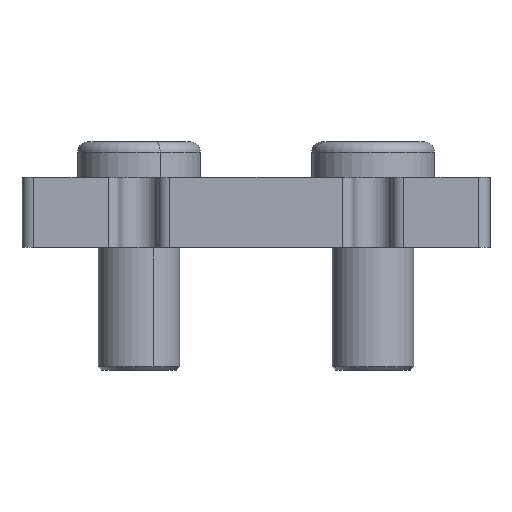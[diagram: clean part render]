
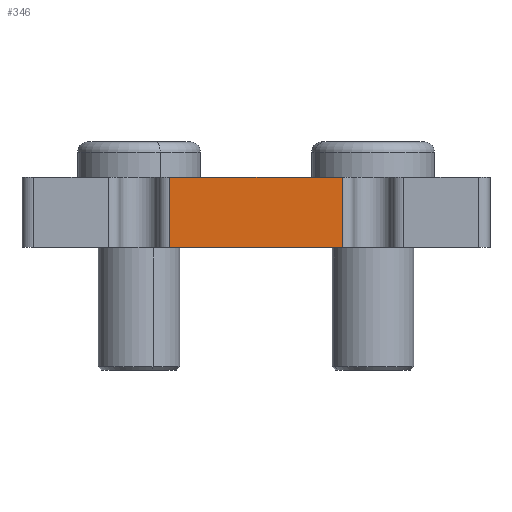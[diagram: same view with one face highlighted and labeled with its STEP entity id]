
A CAD part, front view. The second image highlights one B-rep face of the part: STEP entity #346.
In plain terms, the highlighted planar face has unit normal (0, -1, 0).
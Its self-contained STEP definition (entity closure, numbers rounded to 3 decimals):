
#262 = VECTOR ( 'NONE', #1519, 1000. ) ;
#265 = LINE ( 'NONE', #1406, #262 ) ;
#276 = VECTOR ( 'NONE', #1465, 1000. ) ;
#284 = LINE ( 'NONE', #1470, #276 ) ;
#346 = ADVANCED_FACE ( 'NONE', ( #5593 ), #2316, .T. ) ;
#778 = CARTESIAN_POINT ( 'NONE',  ( 6.663, -36.94, 12. ) ) ;
#849 = CARTESIAN_POINT ( 'NONE',  ( -22.837, -36.94, 0. ) ) ;
#911 = CARTESIAN_POINT ( 'NONE',  ( -22.837, -36.94, 12. ) ) ;
#951 = CARTESIAN_POINT ( 'NONE',  ( 6.663, -36.94, 0. ) ) ;
#1038 = DIRECTION ( 'NONE',  ( 0., 0., -1. ) ) ;
#1039 = CARTESIAN_POINT ( 'NONE',  ( -22.837, -36.94, 12. ) ) ;
#1051 = DIRECTION ( 'NONE',  ( 0., 0., -1. ) ) ;
#1052 = CARTESIAN_POINT ( 'NONE',  ( 6.663, -36.94, 12. ) ) ;
#1406 = CARTESIAN_POINT ( 'NONE',  ( -11.473, -36.94, 0. ) ) ;
#1465 = DIRECTION ( 'NONE',  ( -1., 0., 0. ) ) ;
#1470 = CARTESIAN_POINT ( 'NONE',  ( -11.473, -36.94, 12. ) ) ;
#1519 = DIRECTION ( 'NONE',  ( -1., 0., 0. ) ) ;
#2298 = CARTESIAN_POINT ( 'NONE',  ( -11.473, -36.94, 12. ) ) ;
#2313 = DIRECTION ( 'NONE',  ( 0., -1., 0. ) ) ;
#2316 = PLANE ( 'NONE',  #3345 ) ;
#2339 = DIRECTION ( 'NONE',  ( 0., 0., -1. ) ) ;
#3345 = AXIS2_PLACEMENT_3D ( 'NONE', #2298, #2313, #2339 ) ;
#4328 = ORIENTED_EDGE ( 'NONE', *, *, #5510, .F. ) ;
#4329 = ORIENTED_EDGE ( 'NONE', *, *, #5618, .T. ) ;
#4330 = ORIENTED_EDGE ( 'NONE', *, *, #5489, .T. ) ;
#4333 = ORIENTED_EDGE ( 'NONE', *, *, #5497, .F. ) ;
#5489 = EDGE_CURVE ( 'NONE', #6594, #6494, #284, .T. ) ;
#5497 = EDGE_CURVE ( 'NONE', #6467, #6540, #265, .T. ) ;
#5510 = EDGE_CURVE ( 'NONE', #6594, #6467, #7317, .T. ) ;
#5593 = FACE_OUTER_BOUND ( 'NONE', #7049, .T. ) ;
#5618 = EDGE_CURVE ( 'NONE', #6494, #6540, #7304, .T. ) ;
#6467 = VERTEX_POINT ( 'NONE', #951 ) ;
#6494 = VERTEX_POINT ( 'NONE', #911 ) ;
#6540 = VERTEX_POINT ( 'NONE', #849 ) ;
#6594 = VERTEX_POINT ( 'NONE', #778 ) ;
#7049 = EDGE_LOOP ( 'NONE', ( #4333, #4328, #4330, #4329 ) ) ;
#7302 = VECTOR ( 'NONE', #1038, 1000. ) ;
#7304 = LINE ( 'NONE', #1039, #7302 ) ;
#7313 = VECTOR ( 'NONE', #1051, 1000. ) ;
#7317 = LINE ( 'NONE', #1052, #7313 ) ;
